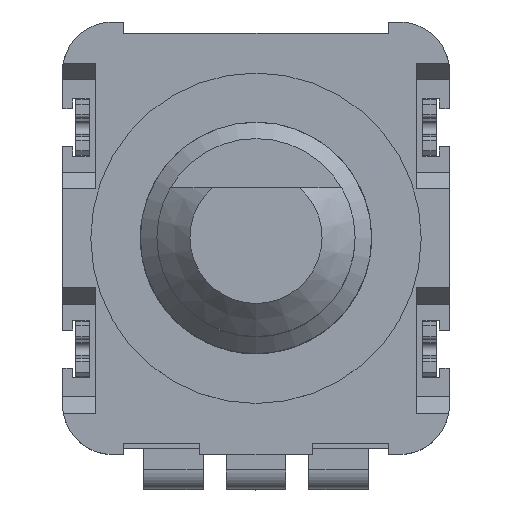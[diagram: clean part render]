
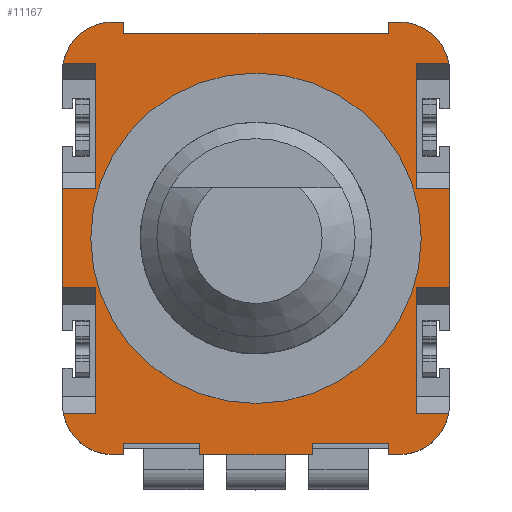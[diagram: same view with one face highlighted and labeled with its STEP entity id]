
A CAD part, top view. The second image highlights one B-rep face of the part: STEP entity #11167.
In plain terms, the highlighted planar face has unit normal (0, 0, 1).
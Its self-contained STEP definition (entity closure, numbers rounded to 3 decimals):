
#416=FACE_BOUND($,#1591,.T.);
#894=FACE_OUTER_BOUND($,#1590,.T.);
#1590=EDGE_LOOP($,(#9536,#9537,#9538,#9539,#9540,#9541,#9542,#9543,#9544,
#9545,#9546,#9547,#9548,#9549,#9550,#9551,#9552,#9553,#9554,#9555,#9556,
#9557,#9558,#9559,#9560,#9561,#9562,#9563,#9564,#9565,#9566,#9567));
#1591=EDGE_LOOP($,(#9568));
#2044=CIRCLE($,#12109,5.);
#2045=CIRCLE($,#12111,1.5);
#2046=CIRCLE($,#12112,1.5);
#2047=CIRCLE($,#12113,1.5);
#2048=CIRCLE($,#12114,1.5);
#2996=LINE($,#19149,#4181);
#2997=LINE($,#19151,#4182);
#2998=LINE($,#19153,#4183);
#2999=LINE($,#19155,#4184);
#3000=LINE($,#19157,#4185);
#3001=LINE($,#19159,#4186);
#3002=LINE($,#19161,#4187);
#3003=LINE($,#19165,#4188);
#3004=LINE($,#19167,#4189);
#3005=LINE($,#19169,#4190);
#3006=LINE($,#19171,#4191);
#3007=LINE($,#19173,#4192);
#3008=LINE($,#19177,#4193);
#3009=LINE($,#19179,#4194);
#3010=LINE($,#19181,#4195);
#3011=LINE($,#19183,#4196);
#3012=LINE($,#19185,#4197);
#3013=LINE($,#19187,#4198);
#3014=LINE($,#19189,#4199);
#3015=LINE($,#19193,#4200);
#3016=LINE($,#19195,#4201);
#3017=LINE($,#19197,#4202);
#3018=LINE($,#19199,#4203);
#3019=LINE($,#19201,#4204);
#3020=LINE($,#19203,#4205);
#3021=LINE($,#19205,#4206);
#3022=LINE($,#19207,#4207);
#3023=LINE($,#19209,#4208);
#4181=VECTOR($,#14805,0.978);
#4182=VECTOR($,#14806,3.8);
#4183=VECTOR($,#14807,1.);
#4184=VECTOR($,#14808,3.);
#4185=VECTOR($,#14809,1.);
#4186=VECTOR($,#14810,3.8);
#4187=VECTOR($,#14811,0.978);
#4188=VECTOR($,#14814,0.35);
#4189=VECTOR($,#14815,0.345);
#4190=VECTOR($,#14816,8.);
#4191=VECTOR($,#14817,0.345);
#4192=VECTOR($,#14818,0.35);
#4193=VECTOR($,#14821,0.978);
#4194=VECTOR($,#14822,3.8);
#4195=VECTOR($,#14823,1.);
#4196=VECTOR($,#14824,3.);
#4197=VECTOR($,#14825,1.);
#4198=VECTOR($,#14826,3.8);
#4199=VECTOR($,#14827,0.978);
#4200=VECTOR($,#14830,0.35);
#4201=VECTOR($,#14831,0.345);
#4202=VECTOR($,#14832,2.3);
#4203=VECTOR($,#14833,0.345);
#4204=VECTOR($,#14834,3.4);
#4205=VECTOR($,#14835,0.345);
#4206=VECTOR($,#14836,2.3);
#4207=VECTOR($,#14837,0.345);
#4208=VECTOR($,#14838,0.35);
#5288=VERTEX_POINT($,#19144);
#5289=VERTEX_POINT($,#19147);
#5290=VERTEX_POINT($,#19148);
#5291=VERTEX_POINT($,#19150);
#5292=VERTEX_POINT($,#19152);
#5293=VERTEX_POINT($,#19154);
#5294=VERTEX_POINT($,#19156);
#5295=VERTEX_POINT($,#19158);
#5296=VERTEX_POINT($,#19160);
#5297=VERTEX_POINT($,#19162);
#5298=VERTEX_POINT($,#19164);
#5299=VERTEX_POINT($,#19166);
#5300=VERTEX_POINT($,#19168);
#5301=VERTEX_POINT($,#19170);
#5302=VERTEX_POINT($,#19172);
#5303=VERTEX_POINT($,#19174);
#5304=VERTEX_POINT($,#19176);
#5305=VERTEX_POINT($,#19178);
#5306=VERTEX_POINT($,#19180);
#5307=VERTEX_POINT($,#19182);
#5308=VERTEX_POINT($,#19184);
#5309=VERTEX_POINT($,#19186);
#5310=VERTEX_POINT($,#19188);
#5311=VERTEX_POINT($,#19190);
#5312=VERTEX_POINT($,#19192);
#5313=VERTEX_POINT($,#19194);
#5314=VERTEX_POINT($,#19196);
#5315=VERTEX_POINT($,#19198);
#5316=VERTEX_POINT($,#19200);
#5317=VERTEX_POINT($,#19202);
#5318=VERTEX_POINT($,#19204);
#5319=VERTEX_POINT($,#19206);
#5320=VERTEX_POINT($,#19208);
#6741=EDGE_CURVE($,#5288,#5288,#2044,.T.);
#6742=EDGE_CURVE($,#5289,#5290,#2996,.T.);
#6743=EDGE_CURVE($,#5290,#5291,#2997,.T.);
#6744=EDGE_CURVE($,#5291,#5292,#2998,.T.);
#6745=EDGE_CURVE($,#5292,#5293,#2999,.T.);
#6746=EDGE_CURVE($,#5293,#5294,#3000,.T.);
#6747=EDGE_CURVE($,#5294,#5295,#3001,.T.);
#6748=EDGE_CURVE($,#5295,#5296,#3002,.T.);
#6749=EDGE_CURVE($,#5296,#5297,#2045,.T.);
#6750=EDGE_CURVE($,#5297,#5298,#3003,.T.);
#6751=EDGE_CURVE($,#5298,#5299,#3004,.T.);
#6752=EDGE_CURVE($,#5299,#5300,#3005,.T.);
#6753=EDGE_CURVE($,#5300,#5301,#3006,.T.);
#6754=EDGE_CURVE($,#5301,#5302,#3007,.T.);
#6755=EDGE_CURVE($,#5302,#5303,#2046,.T.);
#6756=EDGE_CURVE($,#5303,#5304,#3008,.T.);
#6757=EDGE_CURVE($,#5304,#5305,#3009,.T.);
#6758=EDGE_CURVE($,#5305,#5306,#3010,.T.);
#6759=EDGE_CURVE($,#5306,#5307,#3011,.T.);
#6760=EDGE_CURVE($,#5307,#5308,#3012,.T.);
#6761=EDGE_CURVE($,#5308,#5309,#3013,.T.);
#6762=EDGE_CURVE($,#5309,#5310,#3014,.T.);
#6763=EDGE_CURVE($,#5310,#5311,#2047,.T.);
#6764=EDGE_CURVE($,#5311,#5312,#3015,.T.);
#6765=EDGE_CURVE($,#5312,#5313,#3016,.T.);
#6766=EDGE_CURVE($,#5313,#5314,#3017,.T.);
#6767=EDGE_CURVE($,#5314,#5315,#3018,.T.);
#6768=EDGE_CURVE($,#5315,#5316,#3019,.T.);
#6769=EDGE_CURVE($,#5316,#5317,#3020,.T.);
#6770=EDGE_CURVE($,#5317,#5318,#3021,.T.);
#6771=EDGE_CURVE($,#5318,#5319,#3022,.T.);
#6772=EDGE_CURVE($,#5319,#5320,#3023,.T.);
#6773=EDGE_CURVE($,#5320,#5289,#2048,.T.);
#9536=ORIENTED_EDGE($,*,*,#6742,.T.);
#9537=ORIENTED_EDGE($,*,*,#6743,.T.);
#9538=ORIENTED_EDGE($,*,*,#6744,.T.);
#9539=ORIENTED_EDGE($,*,*,#6745,.T.);
#9540=ORIENTED_EDGE($,*,*,#6746,.T.);
#9541=ORIENTED_EDGE($,*,*,#6747,.T.);
#9542=ORIENTED_EDGE($,*,*,#6748,.T.);
#9543=ORIENTED_EDGE($,*,*,#6749,.T.);
#9544=ORIENTED_EDGE($,*,*,#6750,.T.);
#9545=ORIENTED_EDGE($,*,*,#6751,.T.);
#9546=ORIENTED_EDGE($,*,*,#6752,.T.);
#9547=ORIENTED_EDGE($,*,*,#6753,.T.);
#9548=ORIENTED_EDGE($,*,*,#6754,.T.);
#9549=ORIENTED_EDGE($,*,*,#6755,.T.);
#9550=ORIENTED_EDGE($,*,*,#6756,.T.);
#9551=ORIENTED_EDGE($,*,*,#6757,.T.);
#9552=ORIENTED_EDGE($,*,*,#6758,.T.);
#9553=ORIENTED_EDGE($,*,*,#6759,.T.);
#9554=ORIENTED_EDGE($,*,*,#6760,.T.);
#9555=ORIENTED_EDGE($,*,*,#6761,.T.);
#9556=ORIENTED_EDGE($,*,*,#6762,.T.);
#9557=ORIENTED_EDGE($,*,*,#6763,.T.);
#9558=ORIENTED_EDGE($,*,*,#6764,.T.);
#9559=ORIENTED_EDGE($,*,*,#6765,.T.);
#9560=ORIENTED_EDGE($,*,*,#6766,.T.);
#9561=ORIENTED_EDGE($,*,*,#6767,.T.);
#9562=ORIENTED_EDGE($,*,*,#6768,.T.);
#9563=ORIENTED_EDGE($,*,*,#6769,.T.);
#9564=ORIENTED_EDGE($,*,*,#6770,.T.);
#9565=ORIENTED_EDGE($,*,*,#6771,.T.);
#9566=ORIENTED_EDGE($,*,*,#6772,.T.);
#9567=ORIENTED_EDGE($,*,*,#6773,.T.);
#9568=ORIENTED_EDGE($,*,*,#6741,.T.);
#10604=PLANE($,#12110);
#11167=ADVANCED_FACE($,(#894,#416),#10604,.T.);
#12109=AXIS2_PLACEMENT_3D($,#19145,#14801,#14802);
#12110=AXIS2_PLACEMENT_3D($,#19146,#14803,#14804);
#12111=AXIS2_PLACEMENT_3D($,#19163,#14812,#14813);
#12112=AXIS2_PLACEMENT_3D($,#19175,#14819,#14820);
#12113=AXIS2_PLACEMENT_3D($,#19191,#14828,#14829);
#12114=AXIS2_PLACEMENT_3D($,#19210,#14839,#14840);
#14801=DIRECTION('center_axis',(0.,0.,-1.));
#14802=DIRECTION('ref_axis',(-1.,0.,0.));
#14803=DIRECTION('center_axis',(0.,0.,1.));
#14804=DIRECTION('ref_axis',(1.,0.,0.));
#14805=DIRECTION($,(-1.,0.,0.));
#14806=DIRECTION($,(0.,1.,0.));
#14807=DIRECTION($,(1.,0.,0.));
#14808=DIRECTION($,(0.,1.,0.));
#14809=DIRECTION($,(-1.,0.,0.));
#14810=DIRECTION($,(0.,1.,0.));
#14811=DIRECTION($,(1.,0.,0.));
#14812=DIRECTION('center_axis',(0.,0.,1.));
#14813=DIRECTION('ref_axis',(1.,0.,0.));
#14814=DIRECTION($,(-1.,0.,0.));
#14815=DIRECTION($,(0.,-1.,0.));
#14816=DIRECTION($,(-1.,0.,0.));
#14817=DIRECTION($,(0.,1.,0.));
#14818=DIRECTION($,(-1.,0.,0.));
#14819=DIRECTION('center_axis',(0.,0.,1.));
#14820=DIRECTION('ref_axis',(0.,1.,0.));
#14821=DIRECTION($,(1.,0.,0.));
#14822=DIRECTION($,(0.,-1.,0.));
#14823=DIRECTION($,(-1.,0.,0.));
#14824=DIRECTION($,(0.,-1.,0.));
#14825=DIRECTION($,(1.,0.,0.));
#14826=DIRECTION($,(0.,-1.,0.));
#14827=DIRECTION($,(-1.,0.,0.));
#14828=DIRECTION('center_axis',(0.,0.,1.));
#14829=DIRECTION('ref_axis',(-1.,0.,0.));
#14830=DIRECTION($,(1.,0.,0.));
#14831=DIRECTION($,(0.,1.,0.));
#14832=DIRECTION($,(1.,0.,0.));
#14833=DIRECTION($,(0.,-1.,0.));
#14834=DIRECTION($,(1.,0.,0.));
#14835=DIRECTION($,(0.,1.,0.));
#14836=DIRECTION($,(1.,0.,0.));
#14837=DIRECTION($,(0.,-1.,0.));
#14838=DIRECTION($,(1.,0.,0.));
#14839=DIRECTION('center_axis',(0.,0.,1.));
#14840=DIRECTION('ref_axis',(0.,-1.,0.));
#19144=CARTESIAN_POINT('',(5.,0.,0.));
#19145=CARTESIAN_POINT('Origin',(0.,0.,0.));
#19146=CARTESIAN_POINT('Origin',(0.,-0.092,0.));
#19147=CARTESIAN_POINT('',(5.828,-5.3,0.));
#19148=CARTESIAN_POINT('',(4.85,-5.3,0.));
#19149=CARTESIAN_POINT($,(5.828,-5.3,0.));
#19150=CARTESIAN_POINT('',(4.85,-1.5,0.));
#19151=CARTESIAN_POINT($,(4.85,-5.3,0.));
#19152=CARTESIAN_POINT('',(5.85,-1.5,0.));
#19153=CARTESIAN_POINT($,(4.85,-1.5,0.));
#19154=CARTESIAN_POINT('',(5.85,1.5,0.));
#19155=CARTESIAN_POINT($,(5.85,-1.5,0.));
#19156=CARTESIAN_POINT('',(4.85,1.5,0.));
#19157=CARTESIAN_POINT($,(5.85,1.5,0.));
#19158=CARTESIAN_POINT('',(4.85,5.3,0.));
#19159=CARTESIAN_POINT($,(4.85,1.5,0.));
#19160=CARTESIAN_POINT('',(5.828,5.3,0.));
#19161=CARTESIAN_POINT($,(4.85,5.3,0.));
#19162=CARTESIAN_POINT('',(4.35,6.545,0.));
#19163=CARTESIAN_POINT('Origin',(4.35,5.045,0.));
#19164=CARTESIAN_POINT('',(4.,6.545,0.));
#19165=CARTESIAN_POINT($,(4.35,6.545,0.));
#19166=CARTESIAN_POINT('',(4.,6.2,0.));
#19167=CARTESIAN_POINT($,(4.,6.545,0.));
#19168=CARTESIAN_POINT('',(-4.,6.2,0.));
#19169=CARTESIAN_POINT($,(4.,6.2,0.));
#19170=CARTESIAN_POINT('',(-4.,6.545,0.));
#19171=CARTESIAN_POINT($,(-4.,6.2,0.));
#19172=CARTESIAN_POINT('',(-4.35,6.545,0.));
#19173=CARTESIAN_POINT($,(-4.,6.545,0.));
#19174=CARTESIAN_POINT('',(-5.828,5.3,0.));
#19175=CARTESIAN_POINT('Origin',(-4.35,5.045,0.));
#19176=CARTESIAN_POINT('',(-4.85,5.3,0.));
#19177=CARTESIAN_POINT($,(-5.828,5.3,0.));
#19178=CARTESIAN_POINT('',(-4.85,1.5,0.));
#19179=CARTESIAN_POINT($,(-4.85,5.3,0.));
#19180=CARTESIAN_POINT('',(-5.85,1.5,0.));
#19181=CARTESIAN_POINT($,(-4.85,1.5,0.));
#19182=CARTESIAN_POINT('',(-5.85,-1.5,0.));
#19183=CARTESIAN_POINT($,(-5.85,1.5,0.));
#19184=CARTESIAN_POINT('',(-4.85,-1.5,0.));
#19185=CARTESIAN_POINT($,(-5.85,-1.5,0.));
#19186=CARTESIAN_POINT('',(-4.85,-5.3,0.));
#19187=CARTESIAN_POINT($,(-4.85,-1.5,0.));
#19188=CARTESIAN_POINT('',(-5.828,-5.3,0.));
#19189=CARTESIAN_POINT($,(-4.85,-5.3,0.));
#19190=CARTESIAN_POINT('',(-4.35,-6.545,0.));
#19191=CARTESIAN_POINT('Origin',(-4.35,-5.045,0.));
#19192=CARTESIAN_POINT('',(-4.,-6.545,0.));
#19193=CARTESIAN_POINT($,(-4.35,-6.545,0.));
#19194=CARTESIAN_POINT('',(-4.,-6.2,0.));
#19195=CARTESIAN_POINT($,(-4.,-6.545,0.));
#19196=CARTESIAN_POINT('',(-1.7,-6.2,0.));
#19197=CARTESIAN_POINT($,(-4.,-6.2,0.));
#19198=CARTESIAN_POINT('',(-1.7,-6.545,0.));
#19199=CARTESIAN_POINT($,(-1.7,-6.2,0.));
#19200=CARTESIAN_POINT('',(1.7,-6.545,0.));
#19201=CARTESIAN_POINT($,(-1.7,-6.545,0.));
#19202=CARTESIAN_POINT('',(1.7,-6.2,0.));
#19203=CARTESIAN_POINT($,(1.7,-6.545,0.));
#19204=CARTESIAN_POINT('',(4.,-6.2,0.));
#19205=CARTESIAN_POINT($,(1.7,-6.2,0.));
#19206=CARTESIAN_POINT('',(4.,-6.545,0.));
#19207=CARTESIAN_POINT($,(4.,-6.2,0.));
#19208=CARTESIAN_POINT('',(4.35,-6.545,0.));
#19209=CARTESIAN_POINT($,(4.,-6.545,0.));
#19210=CARTESIAN_POINT('Origin',(4.35,-5.045,0.));
